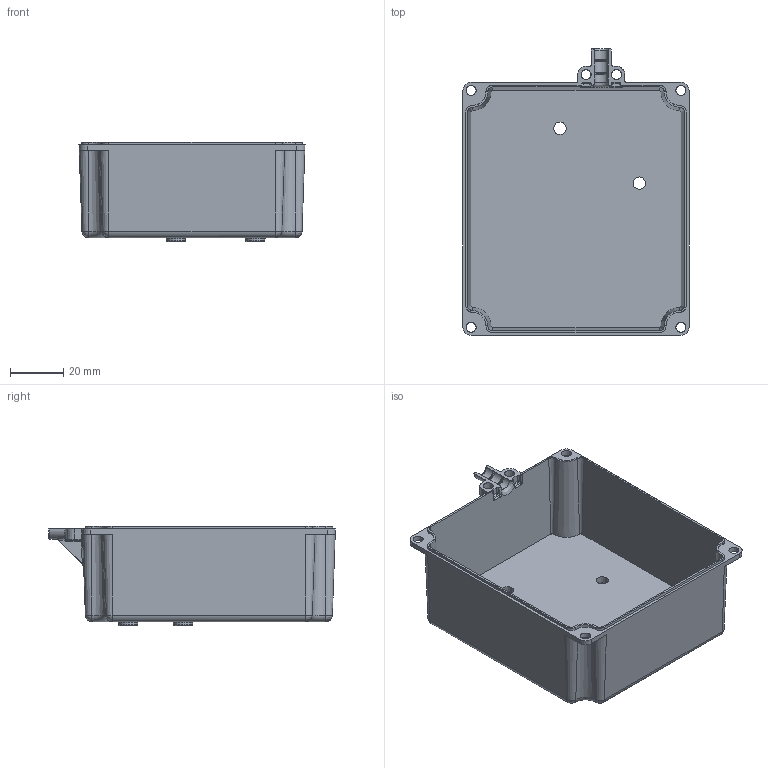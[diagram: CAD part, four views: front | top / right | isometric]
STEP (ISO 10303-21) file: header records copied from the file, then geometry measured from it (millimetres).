
FILE_DESCRIPTION(/* description */ ('OPTICS HOUSING COVER'),/* implementation_level */ '2;1');
FILE_NAME(/* name */ '7819-030-0700_rH Optics Housing Cover.stp',/* time_stamp */ '2017-07-13T08:24:19-04:00',/* author */ ('gbs'),/* organization */ (''),/* preprocessor_version */ 'ST-DEVELOPER v15.6',/* originating_system */ 'Autodesk Inventor 2015',/* authorisation */ '0 in^3');
FILE_SCHEMA (('AUTOMOTIVE_DESIGN { 1 0 10303 214 3 1 1 }'));
Length unit declared in the file: inch
Products named in the file (1): 7819-030-0700 Optics Housing Cover
Bounding box: 85.09 x 107.95 x 37.47 mm (x, y, z)
Volume: 33417.7 mm3; surface area: 38964.1 mm2
Topology: 1 solids, 1 shells, 200 faces, 504 edges, 300 vertices
Faces by surface type: cone 52, plane 52, cylinder 41, bspline 29, torus 18, sphere 8
Entity records: 6959 total; most frequent: CARTESIAN_POINT 2258, DIRECTION 987, ORIENTED_EDGE 960, EDGE_CURVE 480, AXIS2_PLACEMENT_3D 391, VERTEX_POINT 300, EDGE_LOOP 234, LINE 205
